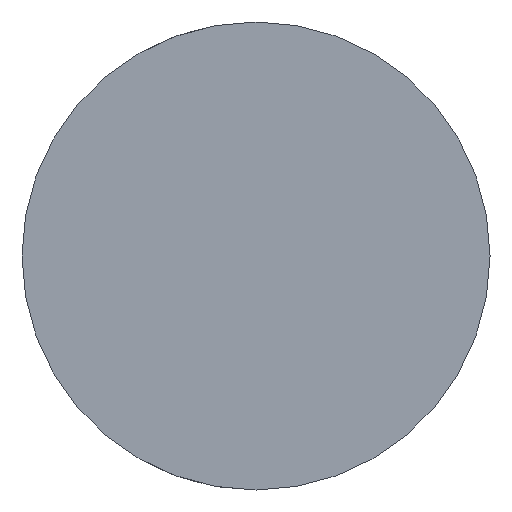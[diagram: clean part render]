
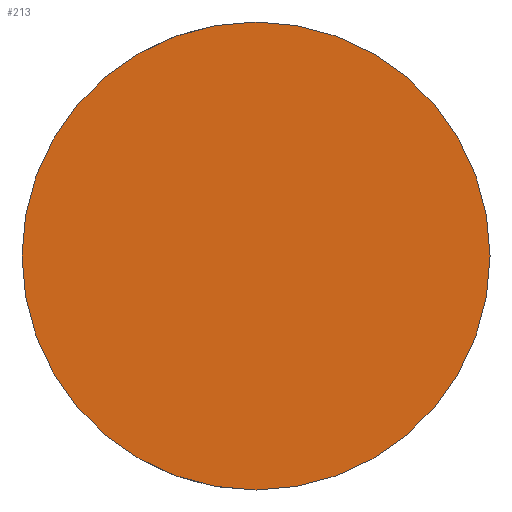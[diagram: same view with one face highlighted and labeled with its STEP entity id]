
A CAD part, front view. The second image highlights one B-rep face of the part: STEP entity #213.
In plain terms, the highlighted planar face has unit normal (0, -1, 0).
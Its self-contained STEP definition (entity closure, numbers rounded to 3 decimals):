
#5 = EDGE_CURVE ( 'NONE', #248, #7, #288, .T. ) ;
#7 = VERTEX_POINT ( 'NONE', #310 ) ;
#23 = AXIS2_PLACEMENT_3D ( 'NONE', #162, #76, #55 ) ;
#31 = CARTESIAN_POINT ( 'NONE',  ( 0., 0., 0. ) ) ;
#37 = DIRECTION ( 'NONE',  ( 0., 1., 0. ) ) ;
#55 = DIRECTION ( 'NONE',  ( 0., 0., 1. ) ) ;
#57 = DIRECTION ( 'NONE',  ( 0., 1., 0. ) ) ;
#75 = CARTESIAN_POINT ( 'NONE',  ( 0., 0., 3. ) ) ;
#76 = DIRECTION ( 'NONE',  ( 0., 1., 0. ) ) ;
#84 = DIRECTION ( 'NONE',  ( 0., 0., 1. ) ) ;
#89 = ORIENTED_EDGE ( 'NONE', *, *, #5, .F. ) ;
#109 = DIRECTION ( 'NONE',  ( 0., 0., 1. ) ) ;
#136 = CIRCLE ( 'NONE', #23, 3. ) ;
#162 = CARTESIAN_POINT ( 'NONE',  ( 0., 0., 0. ) ) ;
#170 = FACE_OUTER_BOUND ( 'NONE', #230, .T. ) ;
#179 = EDGE_CURVE ( 'NONE', #7, #248, #136, .T. ) ;
#213 = ADVANCED_FACE ( 'NONE', ( #170 ), #308, .F. ) ;
#230 = EDGE_LOOP ( 'NONE', ( #274, #89 ) ) ;
#234 = AXIS2_PLACEMENT_3D ( 'NONE', #304, #37, #109 ) ;
#248 = VERTEX_POINT ( 'NONE', #75 ) ;
#274 = ORIENTED_EDGE ( 'NONE', *, *, #179, .F. ) ;
#288 = CIRCLE ( 'NONE', #301, 3. ) ;
#301 = AXIS2_PLACEMENT_3D ( 'NONE', #31, #57, #84 ) ;
#304 = CARTESIAN_POINT ( 'NONE',  ( 0., 0., 0. ) ) ;
#308 = PLANE ( 'NONE',  #234 ) ;
#310 = CARTESIAN_POINT ( 'NONE',  ( 0., 0., -3. ) ) ;
